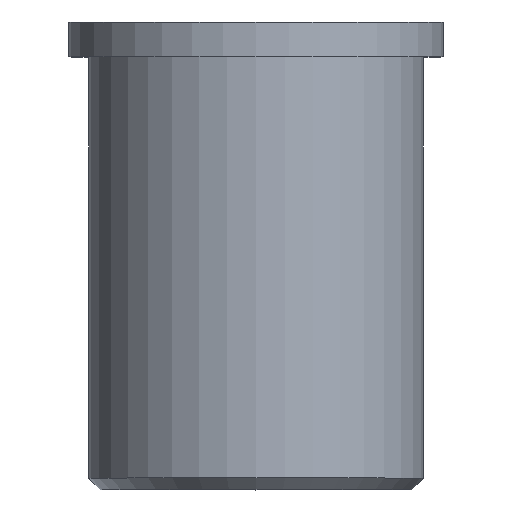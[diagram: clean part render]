
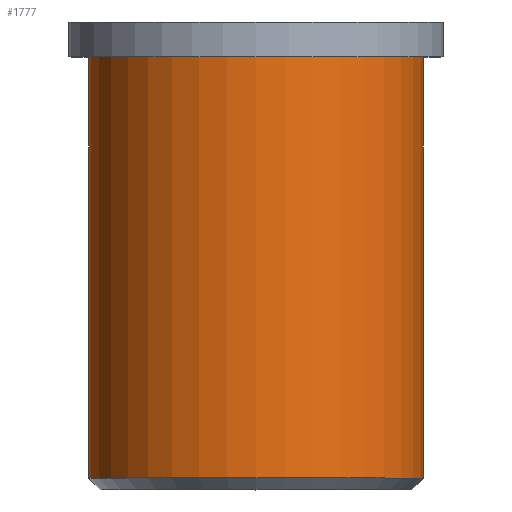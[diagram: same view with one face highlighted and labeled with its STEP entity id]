
A CAD part, top view. The second image highlights one B-rep face of the part: STEP entity #1777.
In plain terms, the highlighted cylindrical face has radius 3.683 mm (diameter 7.366 mm), a partial arc.
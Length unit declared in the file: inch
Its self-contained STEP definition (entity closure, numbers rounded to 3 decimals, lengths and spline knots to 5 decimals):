
#1756 = ORIENTED_EDGE ( 'NONE', *, *, #1757, .F. ) ;
#1757 = EDGE_CURVE ( 'NONE', #1758, #1838, #9794, .T. ) ;
#1758 = VERTEX_POINT ( 'NONE', #9789 ) ;
#1759 = ORIENTED_EDGE ( 'NONE', *, *, #1760, .F. ) ;
#1760 = EDGE_CURVE ( 'NONE', #1834, #1758, #9788, .T. ) ;
#1777 = ADVANCED_FACE ( 'NONE', ( #9811 ), #9810, .T. ) ;
#1778 = EDGE_LOOP ( 'NONE', ( #1832, #1836, #1756, #1759 ) ) ;
#1832 = ORIENTED_EDGE ( 'NONE', *, *, #1833, .T. ) ;
#1833 = EDGE_CURVE ( 'NONE', #1834, #1835, #9948, .T. ) ;
#1834 = VERTEX_POINT ( 'NONE', #9943 ) ;
#1835 = VERTEX_POINT ( 'NONE', #9942 ) ;
#1836 = ORIENTED_EDGE ( 'NONE', *, *, #1837, .T. ) ;
#1837 = EDGE_CURVE ( 'NONE', #1835, #1838, #9992, .T. ) ;
#1838 = VERTEX_POINT ( 'NONE', #9988 ) ;
#9785 = DIRECTION ( 'NONE',  ( 0., -1., 0. ) ) ;
#9786 = VECTOR ( 'NONE', #9785, 39.37008 ) ;
#9787 = CARTESIAN_POINT ( 'NONE',  ( 0.145, 0., 0. ) ) ;
#9788 = LINE ( 'NONE', #9787, #9786 ) ;
#9789 = CARTESIAN_POINT ( 'NONE',  ( 0.145, 0.01, 0. ) ) ;
#9790 = DIRECTION ( 'NONE',  ( 1., 0., 0. ) ) ;
#9791 = DIRECTION ( 'NONE',  ( 0., -1., 0. ) ) ;
#9792 = CARTESIAN_POINT ( 'NONE',  ( 0., 0.01, 0. ) ) ;
#9793 = AXIS2_PLACEMENT_3D ( 'NONE', #9792, #9791, #9790 ) ;
#9794 = CIRCLE ( 'NONE', #9793, 0.145 ) ;
#9806 = DIRECTION ( 'NONE',  ( 1., 0., 0. ) ) ;
#9807 = DIRECTION ( 'NONE',  ( 0., -1., 0. ) ) ;
#9808 = CARTESIAN_POINT ( 'NONE',  ( 0., 0., 0. ) ) ;
#9809 = AXIS2_PLACEMENT_3D ( 'NONE', #9808, #9807, #9806 ) ;
#9810 = CYLINDRICAL_SURFACE ( 'NONE', #9809, 0.145 ) ;
#9811 = FACE_OUTER_BOUND ( 'NONE', #1778, .T. ) ;
#9942 = CARTESIAN_POINT ( 'NONE',  ( -0.145, 0.375, 0. ) ) ;
#9943 = CARTESIAN_POINT ( 'NONE',  ( 0.145, 0.375, 0. ) ) ;
#9944 = DIRECTION ( 'NONE',  ( 1., 0., 0. ) ) ;
#9945 = DIRECTION ( 'NONE',  ( 0., -1., 0. ) ) ;
#9946 = CARTESIAN_POINT ( 'NONE',  ( 0., 0.375, 0. ) ) ;
#9947 = AXIS2_PLACEMENT_3D ( 'NONE', #9946, #9945, #9944 ) ;
#9948 = CIRCLE ( 'NONE', #9947, 0.145 ) ;
#9988 = CARTESIAN_POINT ( 'NONE',  ( -0.145, 0.01, 0. ) ) ;
#9989 = DIRECTION ( 'NONE',  ( 0., -1., 0. ) ) ;
#9990 = VECTOR ( 'NONE', #9989, 39.37008 ) ;
#9991 = CARTESIAN_POINT ( 'NONE',  ( -0.145, 0., 0. ) ) ;
#9992 = LINE ( 'NONE', #9991, #9990 ) ;
